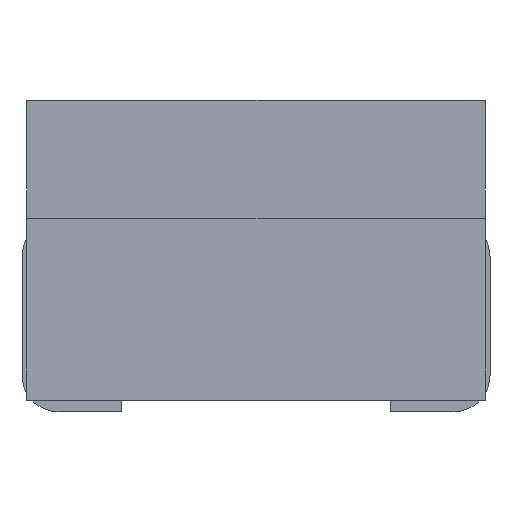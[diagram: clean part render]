
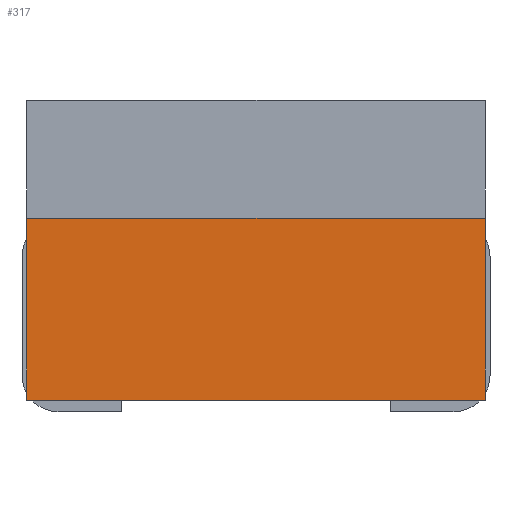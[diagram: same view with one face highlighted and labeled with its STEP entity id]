
A CAD part, left-side view. The second image highlights one B-rep face of the part: STEP entity #317.
In plain terms, the highlighted planar face has unit normal (-1, 0, 0).
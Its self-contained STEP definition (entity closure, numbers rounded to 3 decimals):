
#317 = ADVANCED_FACE( '', ( #734 ), #735, .T. );
#734 = FACE_OUTER_BOUND( '', #1239, .T. );
#735 = PLANE( '', #1240 );
#1239 = EDGE_LOOP( '', ( #1884, #1885, #1886, #1887 ) );
#1240 = AXIS2_PLACEMENT_3D( '', #1888, #1889, #1890 );
#1884 = ORIENTED_EDGE( '', *, *, #3877, .F. );
#1885 = ORIENTED_EDGE( '', *, *, #3841, .F. );
#1886 = ORIENTED_EDGE( '', *, *, #3878, .T. );
#1887 = ORIENTED_EDGE( '', *, *, #3879, .T. );
#1888 = CARTESIAN_POINT( '', ( -3.5, 3.5, -2.78 ) );
#1889 = DIRECTION( '', ( -1., 0., 0. ) );
#1890 = DIRECTION( '', ( 0., 0., 1. ) );
#3841 = EDGE_CURVE( '', #4421, #4417, #4423, .T. );
#3877 = EDGE_CURVE( '', #4417, #4485, #4486, .T. );
#3878 = EDGE_CURVE( '', #4421, #4487, #4488, .T. );
#3879 = EDGE_CURVE( '', #4487, #4485, #4489, .T. );
#4417 = VERTEX_POINT( '', #5231 );
#4421 = VERTEX_POINT( '', #5237 );
#4423 = LINE( '', #5240, #5241 );
#4485 = VERTEX_POINT( '', #5338 );
#4486 = LINE( '', #5339, #5340 );
#4487 = VERTEX_POINT( '', #5341 );
#4488 = LINE( '', #5342, #5343 );
#4489 = LINE( '', #5344, #5345 );
#5231 = CARTESIAN_POINT( '', ( -3.5, 3.5, 0. ) );
#5237 = CARTESIAN_POINT( '', ( -3.5, 3.5, -2.78 ) );
#5240 = CARTESIAN_POINT( '', ( -3.5, 3.5, -2.78 ) );
#5241 = VECTOR( '', #7405, 1000. );
#5338 = CARTESIAN_POINT( '', ( -3.5, -3.5, 0. ) );
#5339 = CARTESIAN_POINT( '', ( -3.5, 3.5, 0. ) );
#5340 = VECTOR( '', #7441, 1000. );
#5341 = CARTESIAN_POINT( '', ( -3.5, -3.5, -2.78 ) );
#5342 = CARTESIAN_POINT( '', ( -3.5, 3.5, -2.78 ) );
#5343 = VECTOR( '', #7442, 1000. );
#5344 = CARTESIAN_POINT( '', ( -3.5, -3.5, -2.78 ) );
#5345 = VECTOR( '', #7443, 1000. );
#7405 = DIRECTION( '', ( 0., 0., 1. ) );
#7441 = DIRECTION( '', ( 0., -1., 0. ) );
#7442 = DIRECTION( '', ( 0., -1., 0. ) );
#7443 = DIRECTION( '', ( 0., 0., 1. ) );
